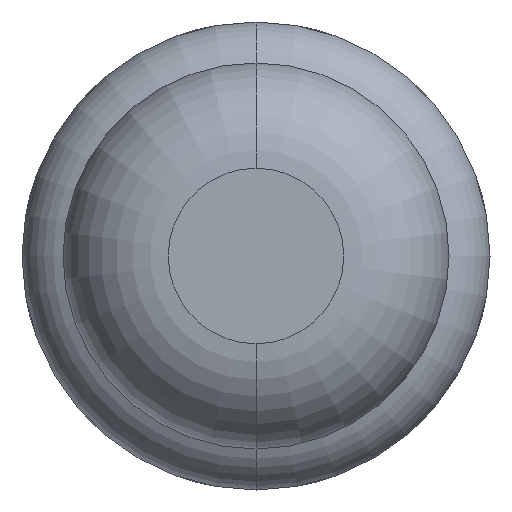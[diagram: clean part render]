
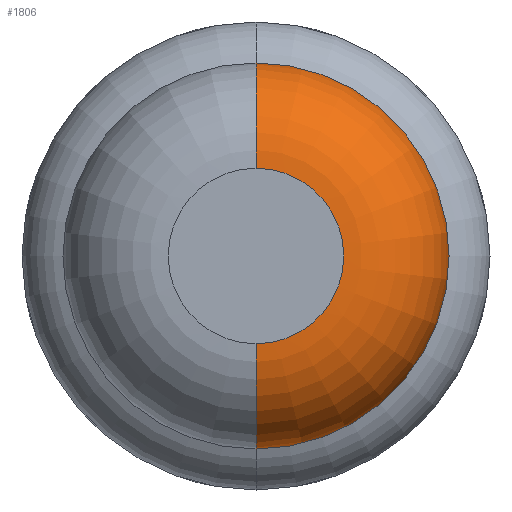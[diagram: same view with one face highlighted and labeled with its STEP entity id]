
A CAD part, front view. The second image highlights one B-rep face of the part: STEP entity #1806.
In plain terms, the highlighted toroidal (fillet/blend) face has major radius 0.375 mm and minor radius 0.45 mm.
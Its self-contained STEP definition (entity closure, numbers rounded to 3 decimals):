
#8 = EDGE_CURVE ( 'Defeature ausgef�hrt1_7+Defeature ausgef�hrt1_6+Defeature ausgef�hrt1_6+Defeature ausgef�hrt1_6', #866, #3658, #3326, .T. ) ;
#345 = DIRECTION ( 'NONE',  ( 0., 0., -1. ) ) ;
#388 = EDGE_CURVE ( 'NONE', #2183, #866, #4731, .T. ) ;
#511 = CARTESIAN_POINT ( 'NONE',  ( 0., -23.55, 0.825 ) ) ;
#711 = CARTESIAN_POINT ( 'NONE',  ( 0., -24., 0.375 ) ) ;
#736 = CARTESIAN_POINT ( 'NONE',  ( 0., -23.55, 0.375 ) ) ;
#866 = VERTEX_POINT ( 'NONE', #511 ) ;
#1386 = AXIS2_PLACEMENT_3D ( 'NONE', #3606, #2844, #1684 ) ;
#1684 = DIRECTION ( 'NONE',  ( 0., 0., 1. ) ) ;
#1688 = EDGE_CURVE ( 'Defeature ausgef�hrt1_6+Defeature ausgef�hrt1_5+Defeature ausgef�hrt1_5+Defeature ausgef�hrt1_5', #2183, #4496, #4865, .T. ) ;
#1746 = AXIS2_PLACEMENT_3D ( 'NONE', #2676, #2743, #3083 ) ;
#1806 = ADVANCED_FACE ( 'Defeature ausgef�hrt1_6', ( #4403 ), #2518, .T. ) ;
#1912 = EDGE_LOOP ( 'NONE', ( #2962, #3910, #2531, #2624 ) ) ;
#2183 = VERTEX_POINT ( 'NONE', #711 ) ;
#2249 = CARTESIAN_POINT ( 'NONE',  ( 0., -24., -0.375 ) ) ;
#2294 = CARTESIAN_POINT ( 'NONE',  ( 0., -23.55, -0.375 ) ) ;
#2372 = AXIS2_PLACEMENT_3D ( 'NONE', #2294, #2677, #345 ) ;
#2493 = DIRECTION ( 'NONE',  ( 0., 0., 1. ) ) ;
#2518 = TOROIDAL_SURFACE ( 'NONE', #3748, 0.375, 0.45 ) ;
#2531 = ORIENTED_EDGE ( 'NONE', *, *, #8, .F. ) ;
#2624 = ORIENTED_EDGE ( 'NONE', *, *, #388, .F. ) ;
#2676 = CARTESIAN_POINT ( 'NONE',  ( 0., -23.55, 0. ) ) ;
#2677 = DIRECTION ( 'NONE',  ( 1., 0., 0. ) ) ;
#2743 = DIRECTION ( 'NONE',  ( 0., 1., 0. ) ) ;
#2844 = DIRECTION ( 'NONE',  ( 0., 1., 0. ) ) ;
#2962 = ORIENTED_EDGE ( 'NONE', *, *, #1688, .T. ) ;
#3083 = DIRECTION ( 'NONE',  ( 0., 0., 1. ) ) ;
#3326 = CIRCLE ( 'NONE', #1746, 0.825 ) ;
#3489 = AXIS2_PLACEMENT_3D ( 'NONE', #736, #4549, #3771 ) ;
#3606 = CARTESIAN_POINT ( 'NONE',  ( 0., -24., 0. ) ) ;
#3658 = VERTEX_POINT ( 'NONE', #4234 ) ;
#3748 = AXIS2_PLACEMENT_3D ( 'NONE', #4057, #4814, #2493 ) ;
#3771 = DIRECTION ( 'NONE',  ( 0., 0., 1. ) ) ;
#3910 = ORIENTED_EDGE ( 'NONE', *, *, #4677, .T. ) ;
#4026 = CIRCLE ( 'NONE', #2372, 0.45 ) ;
#4057 = CARTESIAN_POINT ( 'NONE',  ( 0., -23.55, 0. ) ) ;
#4234 = CARTESIAN_POINT ( 'NONE',  ( 0., -23.55, -0.825 ) ) ;
#4403 = FACE_OUTER_BOUND ( 'NONE', #1912, .T. ) ;
#4496 = VERTEX_POINT ( 'NONE', #2249 ) ;
#4549 = DIRECTION ( 'NONE',  ( -1., 0., 0. ) ) ;
#4677 = EDGE_CURVE ( 'NONE', #4496, #3658, #4026, .T. ) ;
#4731 = CIRCLE ( 'NONE', #3489, 0.45 ) ;
#4814 = DIRECTION ( 'NONE',  ( 0., 1., 0. ) ) ;
#4865 = CIRCLE ( 'NONE', #1386, 0.375 ) ;
